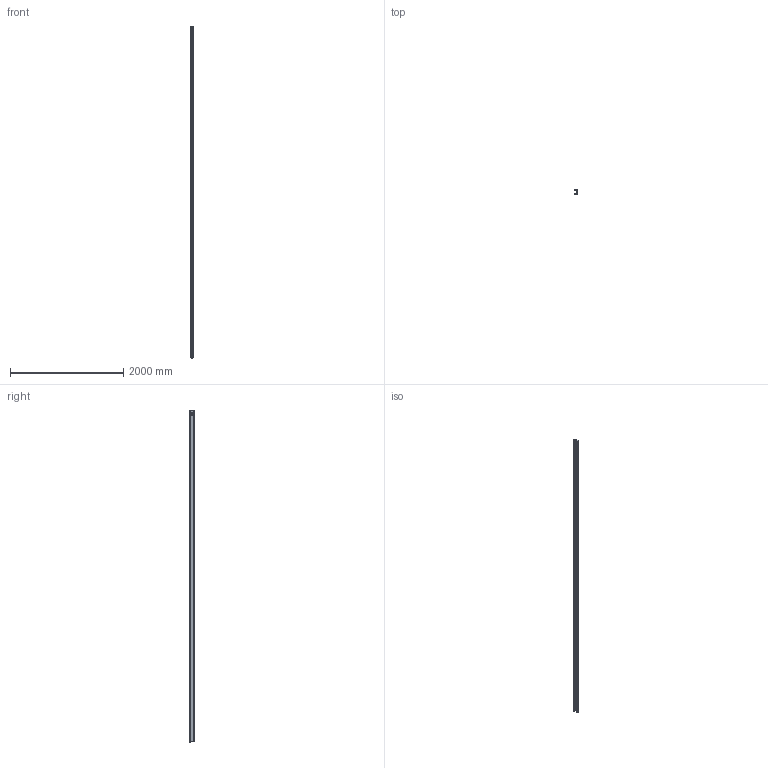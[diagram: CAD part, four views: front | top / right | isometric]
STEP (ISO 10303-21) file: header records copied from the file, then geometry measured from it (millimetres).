
FILE_DESCRIPTION (( 'STEP AP214' ), '1' );
FILE_NAME ('5900508.STEP', '2023-10-19T06:52:09', ( '' ), ( '' ), 'SwSTEP 2.0', 'SolidWorks 2022', '' );
FILE_SCHEMA (( 'AUTOMOTIVE_DESIGN' ));
Length unit declared in the file: millimetre
Products named in the file (1): 5900508
Bounding box: 40 x 80 x 5870 mm (x, y, z)
Volume: 2511628.3 mm3; surface area: 2044265.6 mm2
Topology: 1 solids, 1 shells, 108 faces, 286 edges, 180 vertices
Faces by surface type: plane 58, cylinder 50
Entity records: 3930 total; most frequent: DIRECTION 604, CARTESIAN_POINT 575, ORIENTED_EDGE 572, EDGE_CURVE 286, AXIS2_PLACEMENT_3D 209, VECTOR 186, LINE 186, VERTEX_POINT 180
